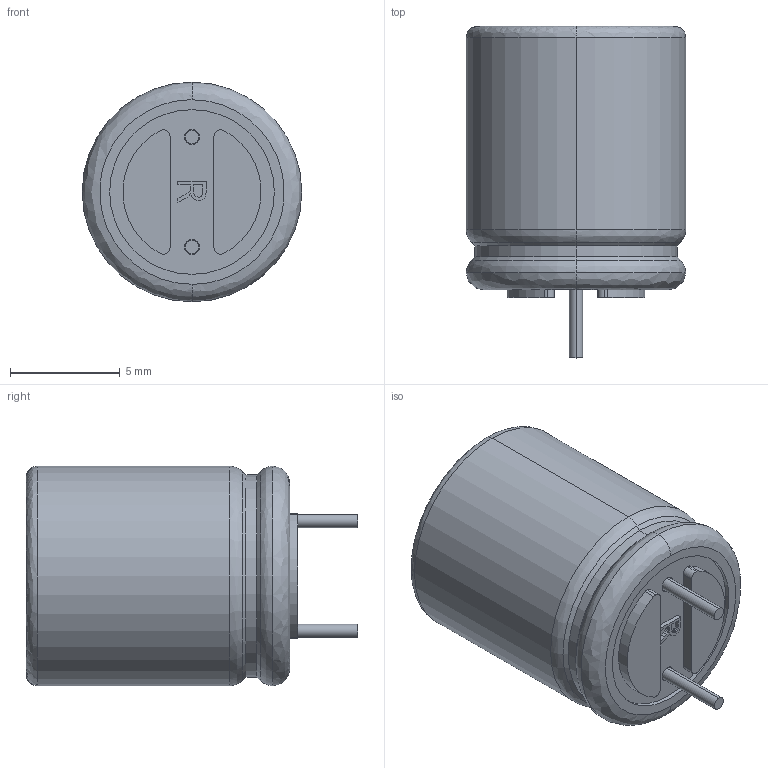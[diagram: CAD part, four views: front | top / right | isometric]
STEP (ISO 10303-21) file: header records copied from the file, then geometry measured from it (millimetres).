
FILE_DESCRIPTION (( 'STEP AP214' ), '1' );
FILE_NAME ('User Library-CAPPR500-1000x1200_330uF_16V.STEP', '2021-09-29T21:42:08', ( '' ), ( '' ), 'SwSTEP 2.0', 'SolidWorks 2021', '' );
FILE_SCHEMA (( 'AUTOMOTIVE_DESIGN' ));
Length unit declared in the file: millimetre
Products named in the file (5): User Library-CAPPR500-1000x1200_330uF_16V; Rubber; Text; Imported; Body
Assembly tree (5 placements, depth 2):
  User Library-CAPPR500-1000x1200_330uF_16V
    Body
    Rubber
    Imported  x2
    Text
Bounding box: 10 x 15.11 x 10 mm (x, y, z)
Volume: 928.4 mm3; surface area: 763.5 mm2
Topology: 16 solids, 16 shells, 634 faces, 1771 edges, 1176 vertices
Faces by surface type: plane 597, cylinder 25, bspline 8, cone 4
Entity records: 20286 total; most frequent: CARTESIAN_POINT 3707, ORIENTED_EDGE 3530, DIRECTION 3081, EDGE_CURVE 1765, LINE 1701, VECTOR 1701, VERTEX_POINT 1172, AXIS2_PLACEMENT_3D 690
